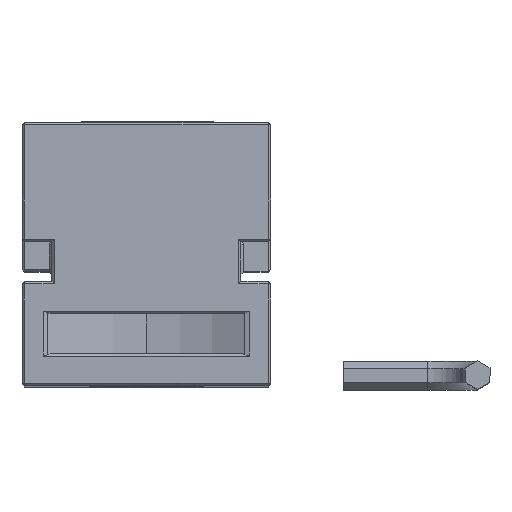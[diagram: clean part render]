
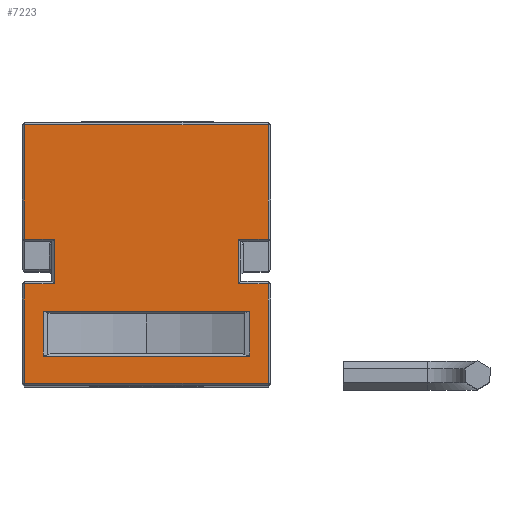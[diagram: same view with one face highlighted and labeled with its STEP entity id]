
A CAD part, top view. The second image highlights one B-rep face of the part: STEP entity #7223.
In plain terms, the highlighted planar face has unit normal (0, 0, 1).
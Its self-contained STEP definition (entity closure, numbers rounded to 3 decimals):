
#102 = DIRECTION ( 'NONE',  ( 0., 1., 0. ) ) ;
#188 = VECTOR ( 'NONE', #14943, 1000. ) ;
#566 = ORIENTED_EDGE ( 'NONE', *, *, #12333, .T. ) ;
#594 = CARTESIAN_POINT ( 'NONE',  ( 0., 26., 75. ) ) ;
#656 = VERTEX_POINT ( 'NONE', #13823 ) ;
#672 = EDGE_CURVE ( 'NONE', #3726, #656, #6629, .T. ) ;
#737 = VERTEX_POINT ( 'NONE', #14903 ) ;
#754 = VECTOR ( 'NONE', #16066, 1000. ) ;
#911 = ORIENTED_EDGE ( 'NONE', *, *, #7925, .T. ) ;
#1284 = CARTESIAN_POINT ( 'NONE',  ( 18.5, 0., 75. ) ) ;
#1288 = VECTOR ( 'NONE', #10609, 1000. ) ;
#1299 = VECTOR ( 'NONE', #16596, 1000. ) ;
#1888 = VERTEX_POINT ( 'NONE', #11321 ) ;
#2028 = LINE ( 'NONE', #10439, #14524 ) ;
#2113 = DIRECTION ( 'NONE',  ( 0., 1., 0. ) ) ;
#2462 = DIRECTION ( 'NONE',  ( 0., -1., 0. ) ) ;
#2694 = CARTESIAN_POINT ( 'NONE',  ( 20.742, -20., 75. ) ) ;
#2706 = CARTESIAN_POINT ( 'NONE',  ( 0., 3., 75. ) ) ;
#2816 = LINE ( 'NONE', #8074, #8158 ) ;
#2868 = CARTESIAN_POINT ( 'NONE',  ( -20.742, -20.5, 75. ) ) ;
#2888 = ORIENTED_EDGE ( 'NONE', *, *, #7178, .T. ) ;
#2935 = ORIENTED_EDGE ( 'NONE', *, *, #6279, .T. ) ;
#3494 = CARTESIAN_POINT ( 'NONE',  ( -20.742, -11.5, 75. ) ) ;
#3497 = EDGE_CURVE ( 'NONE', #9038, #737, #11833, .T. ) ;
#3625 = LINE ( 'NONE', #5141, #1288 ) ;
#3664 = VECTOR ( 'NONE', #5384, 1000. ) ;
#3726 = VERTEX_POINT ( 'NONE', #5192 ) ;
#3798 = FACE_BOUND ( 'NONE', #15360, .T. ) ;
#3893 = LINE ( 'NONE', #5229, #15733 ) ;
#3914 = LINE ( 'NONE', #6403, #14888 ) ;
#4142 = DIRECTION ( 'NONE',  ( 1., 0., 0. ) ) ;
#4452 = VERTEX_POINT ( 'NONE', #9079 ) ;
#4801 = VECTOR ( 'NONE', #7707, 1000. ) ;
#4921 = VERTEX_POINT ( 'NONE', #7776 ) ;
#5061 = VERTEX_POINT ( 'NONE', #12274 ) ;
#5124 = EDGE_CURVE ( 'NONE', #656, #1888, #6603, .T. ) ;
#5141 = CARTESIAN_POINT ( 'NONE',  ( -20.242, -20.5, 75. ) ) ;
#5154 = DIRECTION ( 'NONE',  ( 0., -1., 0. ) ) ;
#5192 = CARTESIAN_POINT ( 'NONE',  ( -18.5, -6., 75. ) ) ;
#5207 = CARTESIAN_POINT ( 'NONE',  ( 18.5, 3., 75. ) ) ;
#5229 = CARTESIAN_POINT ( 'NONE',  ( -24.5, 0., 75. ) ) ;
#5384 = DIRECTION ( 'NONE',  ( 0., -1., 0. ) ) ;
#5453 = DIRECTION ( 'NONE',  ( 1., 0., 0. ) ) ;
#5516 = EDGE_CURVE ( 'NONE', #10582, #3726, #3914, .T. ) ;
#5838 = ORIENTED_EDGE ( 'NONE', *, *, #7335, .T. ) ;
#6041 = DIRECTION ( 'NONE',  ( -1., 0., 0. ) ) ;
#6279 = EDGE_CURVE ( 'NONE', #4452, #11805, #3893, .T. ) ;
#6302 = VECTOR ( 'NONE', #17554, 1000. ) ;
#6403 = CARTESIAN_POINT ( 'NONE',  ( -18.5, 0., 75. ) ) ;
#6447 = CARTESIAN_POINT ( 'NONE',  ( 0., 3., 75. ) ) ;
#6553 = CARTESIAN_POINT ( 'NONE',  ( 0., -6., 75. ) ) ;
#6603 = LINE ( 'NONE', #12084, #6302 ) ;
#6629 = LINE ( 'NONE', #10766, #13882 ) ;
#6750 = ORIENTED_EDGE ( 'NONE', *, *, #672, .T. ) ;
#6951 = ORIENTED_EDGE ( 'NONE', *, *, #16500, .T. ) ;
#7097 = ORIENTED_EDGE ( 'NONE', *, *, #5516, .T. ) ;
#7100 = VECTOR ( 'NONE', #10598, 1000. ) ;
#7178 = EDGE_CURVE ( 'NONE', #5061, #4452, #12776, .T. ) ;
#7223 = ADVANCED_FACE ( 'NONE', ( #7827, #3798 ), #14391, .F. ) ;
#7330 = CARTESIAN_POINT ( 'NONE',  ( -24.5, 3., 75. ) ) ;
#7335 = EDGE_CURVE ( 'NONE', #15721, #12790, #3625, .T. ) ;
#7596 = VERTEX_POINT ( 'NONE', #13943 ) ;
#7707 = DIRECTION ( 'NONE',  ( 1., 0., 0. ) ) ;
#7776 = CARTESIAN_POINT ( 'NONE',  ( 24.5, -26., 75. ) ) ;
#7827 = FACE_OUTER_BOUND ( 'NONE', #8109, .T. ) ;
#7925 = EDGE_CURVE ( 'NONE', #1888, #4921, #2816, .T. ) ;
#7943 = CARTESIAN_POINT ( 'NONE',  ( -20.742, -12., 75. ) ) ;
#8030 = LINE ( 'NONE', #7943, #188 ) ;
#8074 = CARTESIAN_POINT ( 'NONE',  ( 0., -26., 75. ) ) ;
#8079 = ORIENTED_EDGE ( 'NONE', *, *, #5124, .T. ) ;
#8109 = EDGE_LOOP ( 'NONE', ( #9941, #2888, #2935, #11988, #7097, #6750, #8079, #911, #10704, #566, #17520, #14753 ) ) ;
#8158 = VECTOR ( 'NONE', #4142, 1000. ) ;
#8295 = ORIENTED_EDGE ( 'NONE', *, *, #12839, .T. ) ;
#8753 = VECTOR ( 'NONE', #5453, 1000. ) ;
#9038 = VERTEX_POINT ( 'NONE', #5207 ) ;
#9079 = CARTESIAN_POINT ( 'NONE',  ( -24.5, 26., 75. ) ) ;
#9245 = CARTESIAN_POINT ( 'NONE',  ( 18.5, -6., 75. ) ) ;
#9581 = VERTEX_POINT ( 'NONE', #3494 ) ;
#9701 = DIRECTION ( 'NONE',  ( -1., 0., 0. ) ) ;
#9871 = VECTOR ( 'NONE', #6041, 1000. ) ;
#9941 = ORIENTED_EDGE ( 'NONE', *, *, #14521, .T. ) ;
#10439 = CARTESIAN_POINT ( 'NONE',  ( 24.5, 0., 75. ) ) ;
#10562 = CARTESIAN_POINT ( 'NONE',  ( 20.742, -20.5, 75. ) ) ;
#10582 = VERTEX_POINT ( 'NONE', #14143 ) ;
#10598 = DIRECTION ( 'NONE',  ( 0., 1., 0. ) ) ;
#10609 = DIRECTION ( 'NONE',  ( -1., 0., 0. ) ) ;
#10704 = ORIENTED_EDGE ( 'NONE', *, *, #13205, .T. ) ;
#10766 = CARTESIAN_POINT ( 'NONE',  ( 0., -6., 75. ) ) ;
#10870 = LINE ( 'NONE', #6553, #754 ) ;
#11321 = CARTESIAN_POINT ( 'NONE',  ( -24.5, -26., 75. ) ) ;
#11805 = VERTEX_POINT ( 'NONE', #7330 ) ;
#11833 = LINE ( 'NONE', #6447, #4801 ) ;
#11988 = ORIENTED_EDGE ( 'NONE', *, *, #15495, .T. ) ;
#12084 = CARTESIAN_POINT ( 'NONE',  ( -24.5, 0., 75. ) ) ;
#12274 = CARTESIAN_POINT ( 'NONE',  ( 24.5, 26., 75. ) ) ;
#12333 = EDGE_CURVE ( 'NONE', #17420, #12343, #10870, .T. ) ;
#12343 = VERTEX_POINT ( 'NONE', #9245 ) ;
#12776 = LINE ( 'NONE', #594, #9871 ) ;
#12790 = VERTEX_POINT ( 'NONE', #2868 ) ;
#12829 = VECTOR ( 'NONE', #102, 1000. ) ;
#12839 = EDGE_CURVE ( 'NONE', #9581, #7596, #14874, .T. ) ;
#13205 = EDGE_CURVE ( 'NONE', #4921, #17420, #2028, .T. ) ;
#13219 = CARTESIAN_POINT ( 'NONE',  ( 0., 0., 75. ) ) ;
#13660 = LINE ( 'NONE', #1284, #7100 ) ;
#13792 = CARTESIAN_POINT ( 'NONE',  ( 0., -11.5, 75. ) ) ;
#13823 = CARTESIAN_POINT ( 'NONE',  ( -24.5, -6., 75. ) ) ;
#13882 = VECTOR ( 'NONE', #9701, 1000. ) ;
#13943 = CARTESIAN_POINT ( 'NONE',  ( 20.742, -11.5, 75. ) ) ;
#14143 = CARTESIAN_POINT ( 'NONE',  ( -18.5, 3., 75. ) ) ;
#14286 = EDGE_CURVE ( 'NONE', #12343, #9038, #13660, .T. ) ;
#14391 = PLANE ( 'NONE',  #16748 ) ;
#14448 = EDGE_CURVE ( 'NONE', #7596, #15721, #17661, .T. ) ;
#14521 = EDGE_CURVE ( 'NONE', #737, #5061, #15068, .T. ) ;
#14524 = VECTOR ( 'NONE', #2113, 1000. ) ;
#14572 = DIRECTION ( 'NONE',  ( -1., 0., 0. ) ) ;
#14753 = ORIENTED_EDGE ( 'NONE', *, *, #3497, .T. ) ;
#14874 = LINE ( 'NONE', #13792, #8753 ) ;
#14888 = VECTOR ( 'NONE', #5154, 1000. ) ;
#14892 = CARTESIAN_POINT ( 'NONE',  ( 24.5, 0., 75. ) ) ;
#14903 = CARTESIAN_POINT ( 'NONE',  ( 24.5, 3., 75. ) ) ;
#14943 = DIRECTION ( 'NONE',  ( 0., 1., 0. ) ) ;
#14987 = LINE ( 'NONE', #2706, #1299 ) ;
#15068 = LINE ( 'NONE', #14892, #12829 ) ;
#15360 = EDGE_LOOP ( 'NONE', ( #16858, #5838, #6951, #8295 ) ) ;
#15441 = CARTESIAN_POINT ( 'NONE',  ( 24.5, -6., 75. ) ) ;
#15495 = EDGE_CURVE ( 'NONE', #11805, #10582, #14987, .T. ) ;
#15721 = VERTEX_POINT ( 'NONE', #10562 ) ;
#15733 = VECTOR ( 'NONE', #2462, 1000. ) ;
#16066 = DIRECTION ( 'NONE',  ( -1., 0., 0. ) ) ;
#16500 = EDGE_CURVE ( 'NONE', #12790, #9581, #8030, .T. ) ;
#16596 = DIRECTION ( 'NONE',  ( 1., 0., 0. ) ) ;
#16748 = AXIS2_PLACEMENT_3D ( 'NONE', #13219, #17168, #14572 ) ;
#16858 = ORIENTED_EDGE ( 'NONE', *, *, #14448, .T. ) ;
#17168 = DIRECTION ( 'NONE',  ( 0., 0., -1. ) ) ;
#17420 = VERTEX_POINT ( 'NONE', #15441 ) ;
#17520 = ORIENTED_EDGE ( 'NONE', *, *, #14286, .T. ) ;
#17554 = DIRECTION ( 'NONE',  ( 0., -1., 0. ) ) ;
#17661 = LINE ( 'NONE', #2694, #3664 ) ;
